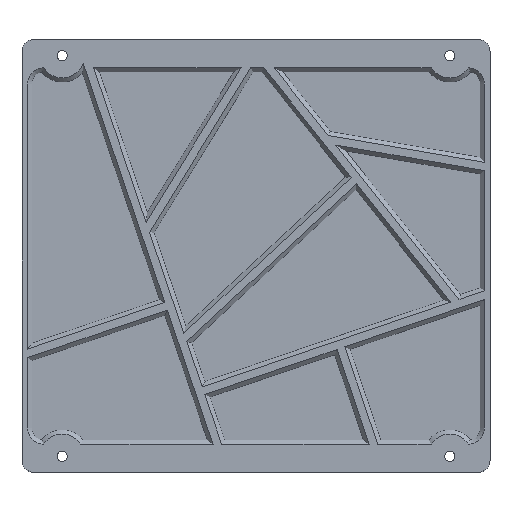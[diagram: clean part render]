
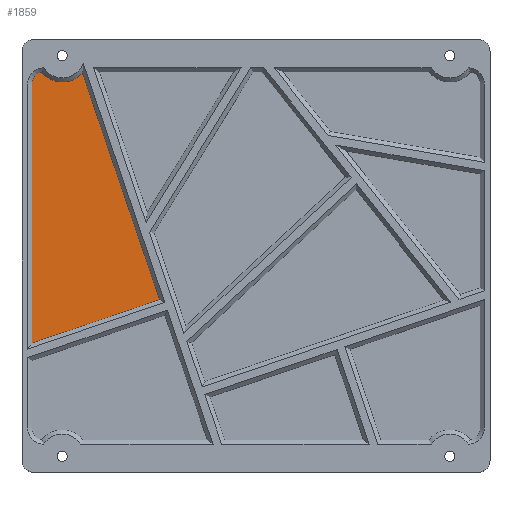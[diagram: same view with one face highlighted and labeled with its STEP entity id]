
A CAD part, top view. The second image highlights one B-rep face of the part: STEP entity #1859.
In plain terms, the highlighted planar face has unit normal (0, 0, 1).
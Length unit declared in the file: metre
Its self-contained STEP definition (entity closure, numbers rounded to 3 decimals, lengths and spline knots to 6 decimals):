
#84=CIRCLE('',#2018,0.0065);
#85=CIRCLE('',#2019,0.003);
#239=ORIENTED_EDGE('',*,*,#717,.T.);
#240=ORIENTED_EDGE('',*,*,#718,.T.);
#241=ORIENTED_EDGE('',*,*,#719,.T.);
#242=ORIENTED_EDGE('',*,*,#720,.F.);
#243=ORIENTED_EDGE('',*,*,#721,.T.);
#717=EDGE_CURVE('',#964,#965,#1113,.T.);
#718=EDGE_CURVE('',#965,#966,#1114,.T.);
#719=EDGE_CURVE('',#966,#967,#84,.F.);
#720=EDGE_CURVE('',#968,#967,#85,.F.);
#721=EDGE_CURVE('',#968,#964,#1115,.T.);
#964=VERTEX_POINT('',#2854);
#965=VERTEX_POINT('',#2855);
#966=VERTEX_POINT('',#2857);
#967=VERTEX_POINT('',#2859);
#968=VERTEX_POINT('',#2861);
#1113=LINE('',#2853,#1324);
#1114=LINE('',#2856,#1325);
#1115=LINE('',#2862,#1326);
#1324=VECTOR('',#2295,1.);
#1325=VECTOR('',#2296,1.);
#1326=VECTOR('',#2301,1.);
#1515=EDGE_LOOP('',(#239,#240,#241,#242,#243));
#1653=FACE_BOUND('',#1515,.T.);
#1758=PLANE('',#2017);
#1859=ADVANCED_FACE('',(#1653),#1758,.T.);
#2017=AXIS2_PLACEMENT_3D('',#2852,#2293,#2294);
#2018=AXIS2_PLACEMENT_3D('',#2858,#2297,#2298);
#2019=AXIS2_PLACEMENT_3D('',#2860,#2299,#2300);
#2293=DIRECTION('',(0.,0.,1.));
#2294=DIRECTION('',(1.,0.,0.));
#2295=DIRECTION('',(0.947,0.322,0.));
#2296=DIRECTION('',(-0.322,0.947,0.));
#2297=DIRECTION('',(0.,0.,1.));
#2298=DIRECTION('',(-1.,0.,0.));
#2299=DIRECTION('',(0.,0.,1.));
#2300=DIRECTION('',(-1.,0.,0.));
#2301=DIRECTION('',(0.,-1.,0.));
#2852=CARTESIAN_POINT('',(0.002,-0.13225,0.0057));
#2853=CARTESIAN_POINT('',(-0.037458,-0.148408,0.0057));
#2854=CARTESIAN_POINT('',(-0.0532,-0.153769,0.0057));
#2855=CARTESIAN_POINT('',(-0.021716,-0.143048,0.0057));
#2856=CARTESIAN_POINT('',(-0.024464,-0.134979,0.0057));
#2857=CARTESIAN_POINT('',(-0.040754,-0.087143,0.0057));
#2858=CARTESIAN_POINT('',(-0.0457,-0.082925,0.0057));
#2859=CARTESIAN_POINT('',(-0.050779,-0.086981,0.0057));
#2860=CARTESIAN_POINT('',(-0.0502,-0.089925,0.0057));
#2861=CARTESIAN_POINT('',(-0.0532,-0.089925,0.0057));
#2862=CARTESIAN_POINT('',(-0.0532,-0.121847,0.0057));
